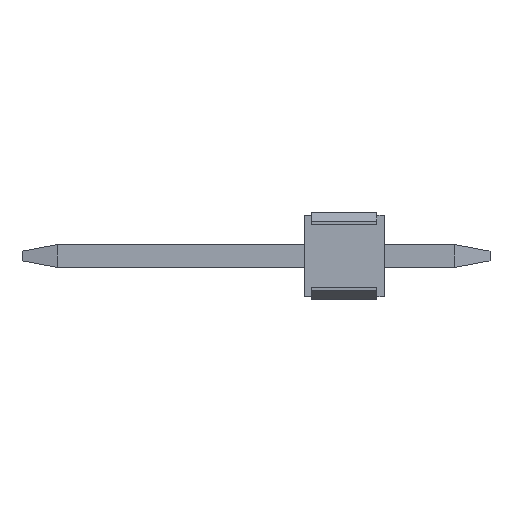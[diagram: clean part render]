
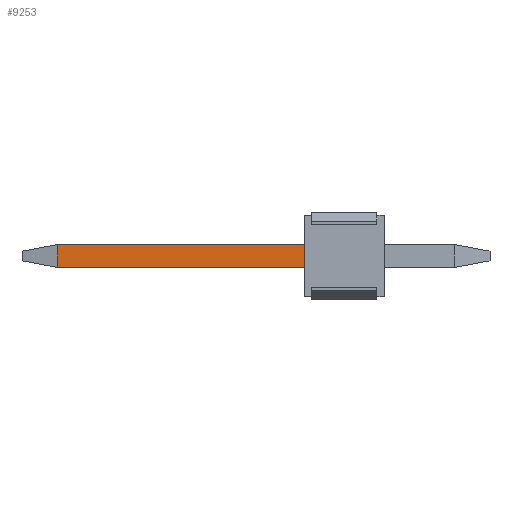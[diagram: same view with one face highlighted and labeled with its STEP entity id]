
A CAD part, left-side view. The second image highlights one B-rep face of the part: STEP entity #9253.
In plain terms, the highlighted planar face has unit normal (-1, 0, 0).
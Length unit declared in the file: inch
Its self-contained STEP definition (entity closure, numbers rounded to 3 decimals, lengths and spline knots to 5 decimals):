
#505=DIRECTION('',(0.,0.,-1.));
#506=VECTOR('',#505,0.026);
#507=CARTESIAN_POINT('',(-0.263,0.037,0.013));
#508=LINE('',#507,#506);
#3193=DIRECTION('',(0.,0.,-1.));
#3194=VECTOR('',#3193,0.026);
#3195=CARTESIAN_POINT('',(-0.263,0.325,0.013));
#3196=LINE('',#3195,#3194);
#3197=DIRECTION('',(0.,-1.,0.));
#3198=VECTOR('',#3197,0.288);
#3199=CARTESIAN_POINT('',(-0.263,0.325,0.013));
#3200=LINE('',#3199,#3198);
#3201=DIRECTION('',(0.,1.,0.));
#3202=VECTOR('',#3201,0.288);
#3203=CARTESIAN_POINT('',(-0.263,0.037,-0.013));
#3204=LINE('',#3203,#3202);
#4297=CARTESIAN_POINT('',(-0.263,0.037,0.013));
#4298=CARTESIAN_POINT('',(-0.263,0.037,-0.013));
#4299=VERTEX_POINT('',#4297);
#4300=VERTEX_POINT('',#4298);
#4350=CARTESIAN_POINT('',(-0.263,0.325,-0.013));
#4352=VERTEX_POINT('',#4350);
#4357=CARTESIAN_POINT('',(-0.263,0.325,0.013));
#4358=VERTEX_POINT('',#4357);
#9239=CARTESIAN_POINT('',(-0.263,0.,0.));
#9240=DIRECTION('',(1.,0.,0.));
#9241=DIRECTION('',(0.,0.,-1.));
#9242=AXIS2_PLACEMENT_3D('',#9239,#9240,#9241);
#9243=PLANE('',#9242);
#9245=ORIENTED_EDGE('',*,*,#9244,.F.);
#9247=ORIENTED_EDGE('',*,*,#9246,.T.);
#9248=ORIENTED_EDGE('',*,*,#4728,.T.);
#9250=ORIENTED_EDGE('',*,*,#9249,.T.);
#9251=EDGE_LOOP('',(#9245,#9247,#9248,#9250));
#9252=FACE_OUTER_BOUND('',#9251,.F.);
#9253=ADVANCED_FACE('',(#9252),#9243,.F.);
#4728=EDGE_CURVE('',#4299,#4300,#508,.T.);
#9244=EDGE_CURVE('',#4358,#4352,#3196,.T.);
#9246=EDGE_CURVE('',#4358,#4299,#3200,.T.);
#9249=EDGE_CURVE('',#4300,#4352,#3204,.T.);
